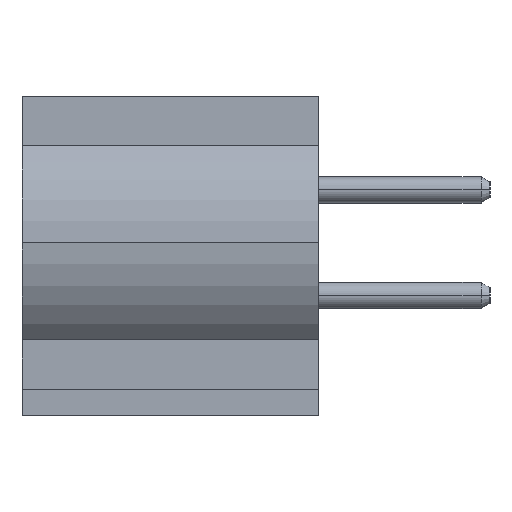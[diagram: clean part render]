
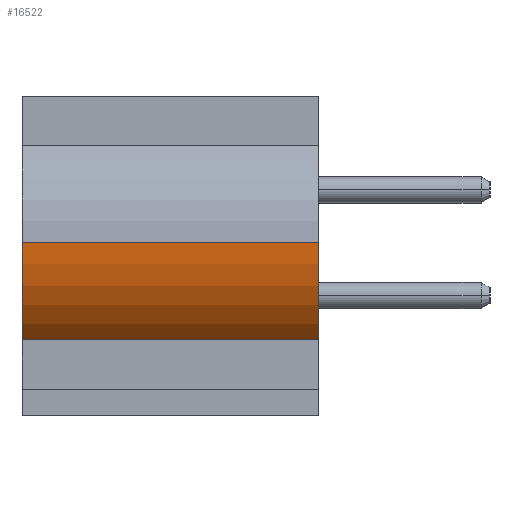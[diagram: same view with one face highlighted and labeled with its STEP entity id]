
A CAD part, left-side view. The second image highlights one B-rep face of the part: STEP entity #16522.
In plain terms, the highlighted cylindrical face has radius 2.5 mm (diameter 5 mm), a partial arc.
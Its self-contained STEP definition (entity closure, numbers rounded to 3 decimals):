
#2514=EDGE_CURVE('',#7420,#7421,#7422,.T.);
#2516=EDGE_CURVE('',#7421,#7424,#7425,.T.);
#2518=EDGE_CURVE('',#7427,#7424,#7428,.T.);
#7420=VERTEX_POINT('',#13889);
#7421=VERTEX_POINT('',#13890);
#7422=CIRCLE('',#13891,2.5);
#7424=VERTEX_POINT('',#13894);
#7425=LINE('',#13895,#13896);
#7427=VERTEX_POINT('',#13899);
#7428=CIRCLE('',#13900,2.5);
#13889=CARTESIAN_POINT('',(-19.0,3.4,0.));
#13890=CARTESIAN_POINT('',(-18.2,3.4,-1.833));
#13891=AXIS2_PLACEMENT_3D('',#29482,#29483,#29484);
#13894=CARTESIAN_POINT('',(-18.2,-2.2,-1.833));
#13895=CARTESIAN_POINT('',(-18.2,3.4,-1.833));
#13896=VECTOR('',#29485,5.6);
#13899=CARTESIAN_POINT('',(-19.0,-2.2,0.));
#13900=AXIS2_PLACEMENT_3D('',#29486,#29487,#29488);
#16522=ADVANCED_FACE('',(#30512),#30513,.T.);
#29482=CARTESIAN_POINT('',(-16.5,3.4,0.0));
#29483=DIRECTION('',(0.0,-1.0,0.0));
#29484=DIRECTION('',(-0.68,0.0,0.733));
#29485=DIRECTION('',(0.0,-1.0,0.0));
#29486=CARTESIAN_POINT('',(-16.5,-2.2,0.0));
#29487=DIRECTION('',(0.0,-1.0,0.0));
#29488=DIRECTION('',(-0.68,0.0,0.733));
#30512=FACE_OUTER_BOUND('',#36141,.T.);
#30513=CYLINDRICAL_SURFACE('',#36142,2.5);
#36141=EDGE_LOOP('',(#43914,#43915,#43916,#43917));
#36142=AXIS2_PLACEMENT_3D('',#43918,#43919,#43920);
#43914=ORIENTED_EDGE('',*,*,#50256,.F.);
#43915=ORIENTED_EDGE('',*,*,#2514,.T.);
#43916=ORIENTED_EDGE('',*,*,#2516,.T.);
#43917=ORIENTED_EDGE('',*,*,#2518,.F.);
#43918=CARTESIAN_POINT('',(-16.5,3.4,0.0));
#43919=DIRECTION('',(0.0,1.0,-0.0));
#43920=DIRECTION('',(-1.0,0.0,0.0));
#50256=EDGE_CURVE('',#7420,#7427,#50432,.T.);
#50432=LINE('',#50438,#50439);
#50438=CARTESIAN_POINT('',(-19.0,0.6,0.));
#50439=VECTOR('',#50450,1.0);
#50450=DIRECTION('',(-0.0,-1.0,-0.0));
